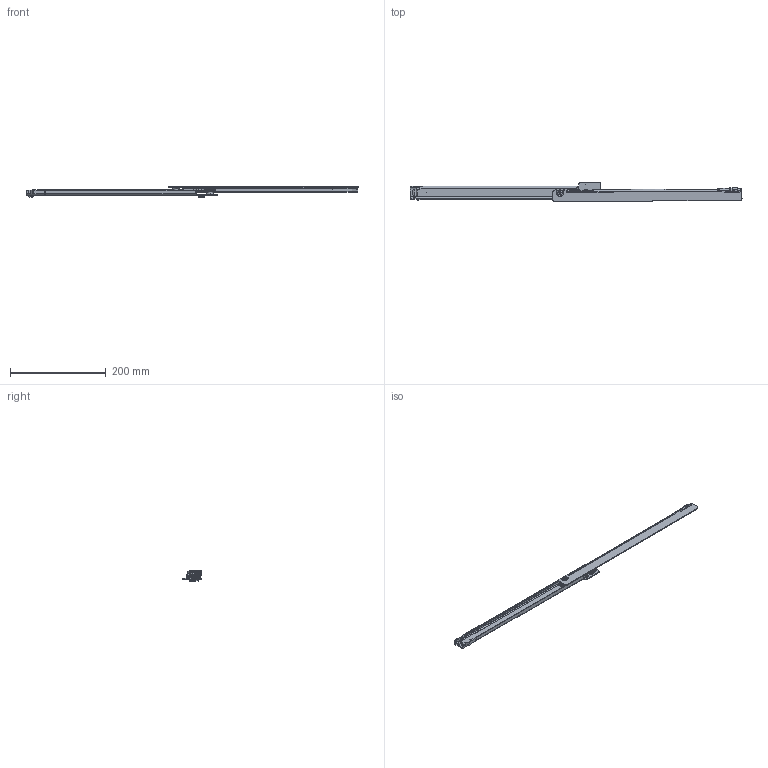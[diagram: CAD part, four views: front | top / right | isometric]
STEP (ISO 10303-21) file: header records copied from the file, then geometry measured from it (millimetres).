
FILE_DESCRIPTION (( 'STEP AP214' ), '1' );
FILE_NAME ('CS# 1052.400-GA.L032.re_open.STEP', '2023-03-11T16:39:19', ( '' ), ( '' ), 'SwSTEP 2.0', 'SolidWorks 2020', '' );
FILE_SCHEMA (( 'AUTOMOTIVE_DESIGN' ));
Length unit declared in the file: millimetre
Products named in the file (10): CS# 1052.XXX-03.OASB.re_NL 400; KR-090 Laufring_KR-090; CS# 1052.400-GA.L032.re_open; KR-099 Softrolle_KR-099 Rundkopfvernietet Mat. 2mm; CS# 2052.XXX-01.L032.re_NL 400; KR-090 Softrollenring_KR-090; DIN 125 A_M  4    - › 9,0 - ›4,3 - 0,8; bkr099_Rundkopfvernietet Mat. 2mm
Assembly tree (10 placements, depth 4):
  CS# 1052.400-GA.L032.re_open
    CS# 2052.XXX-01.L032.re_NL 400
      CS# 2052.XXX-01.L032.re_NL 400
      KR-099 Softrolle_KR-099 Rundkopfvernietet Mat. 2mm
        KR-090 Laufring_KR-090
        KR-090 Softrollenring_KR-090
        bkr099_Rundkopfvernietet Mat. 2mm
        DIN 125 A_M  4    - › 9,0 - ›4,3 - 0,8
    CS# 1052.XXX-03.OASB.re_NL 400
      CS# 1052.XXX-03.OASB.re_NL 400
      KR-099 Softrolle_KR-099 Rundkopfvernietet Mat. 2mm
        KR-090 Laufring_KR-090
        KR-090 Softrollenring_KR-090
        bkr099_Rundkopfvernietet Mat. 2mm
        DIN 125 A_M  4    - › 9,0 - ›4,3 - 0,8
Bounding box: 694.1 x 39.96 x 21.92 mm (x, y, z)
Volume: 65751.8 mm3; surface area: 71186.1 mm2
Topology: 10 solids, 10 shells, 685 faces, 1668 edges, 1029 vertices
Faces by surface type: plane 300, cylinder 250, torus 52, cone 38, bspline 37, sphere 8
Entity records: 17715 total; most frequent: CARTESIAN_POINT 4154, DIRECTION 2797, ORIENTED_EDGE 2744, EDGE_CURVE 1372, AXIS2_PLACEMENT_3D 1023, VERTEX_POINT 846, VECTOR 751, LINE 751
